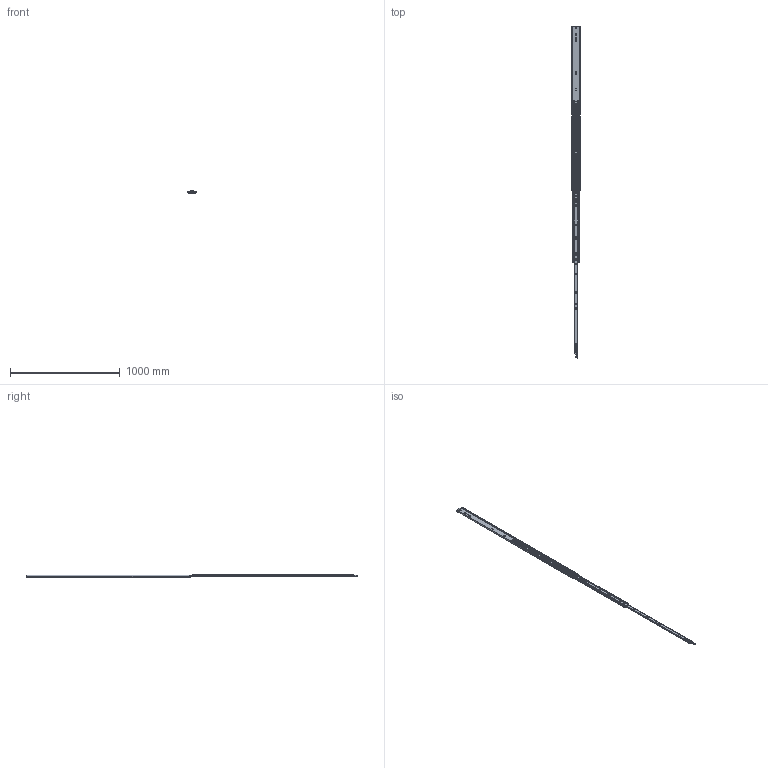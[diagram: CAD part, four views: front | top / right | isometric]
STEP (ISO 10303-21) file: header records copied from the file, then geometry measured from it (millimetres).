
FILE_DESCRIPTION(/* description */ ('TR7619 1500 / 1504 (19,1mm)'),/* implementation_level */ '2;1');
FILE_NAME(/* name */ '114-S45_00_OPEN.stp',/* time_stamp */ '2025-10-23T08:32:48+02:00',/* author */ ('r.hartman'),/* organization */ (''),/* preprocessor_version */ 'ST-DEVELOPER v18.1',/* originating_system */ 'Autodesk Inventor 2022',/* authorisation */ '');
FILE_SCHEMA (('AUTOMOTIVE_DESIGN { 1 0 10303 214 3 1 1 }'));
Length unit declared in the file: millimetre
Products named in the file (9): 114-S45; 114-S45_1; 114-S45_2; 114-S45_3; 114-S45_4; 114-S45_5; 114-S45_6; 114-S45_7; 973009
Assembly tree (8 placements, depth 3):
  114-S45
    114-S45_1
    114-S45_2
      114-S45_3
    114-S45_4
      114-S45_5
    114-S45_6
      114-S45_7
      973009
Bounding box: 76.19 x 3032 x 19.1 mm (x, y, z)
Volume: 894677.2 mm3; surface area: 742205.5 mm2
Topology: 4 solids, 4 shells, 780 faces, 2165 edges, 1370 vertices
Faces by surface type: cylinder 345, plane 308, bspline 61, torus 42, cone 18, sphere 6
Full cylindrical faces by diameter (mm): 5.2 x12, 5.5 x2, 6.6 x11, 6.7 x1, 8 x8, 13.5 x1, 15 x2
Entity records: 27667 total; most frequent: CARTESIAN_POINT 7017, DIRECTION 4325, ORIENTED_EDGE 4308, EDGE_CURVE 2154, AXIS2_PLACEMENT_3D 1601, VERTEX_POINT 1369, LINE 1123, VECTOR 1123
